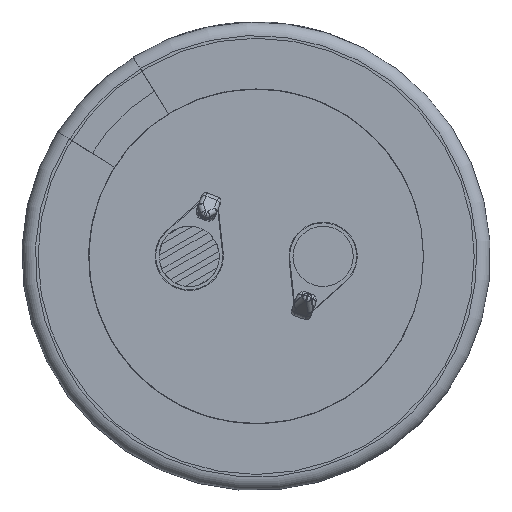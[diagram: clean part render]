
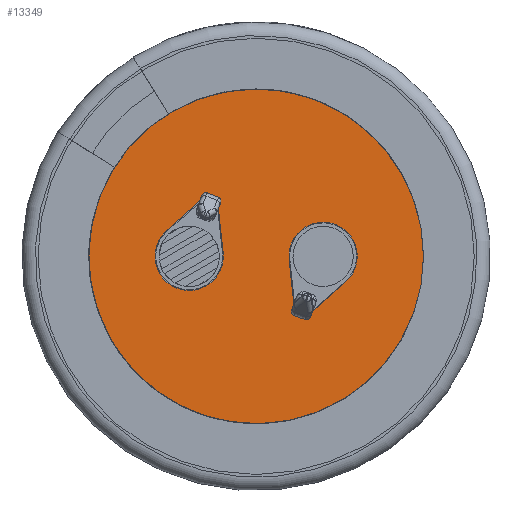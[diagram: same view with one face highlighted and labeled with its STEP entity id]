
A CAD part, front view. The second image highlights one B-rep face of the part: STEP entity #13349.
In plain terms, the highlighted planar face has unit normal (0, -1, 0).
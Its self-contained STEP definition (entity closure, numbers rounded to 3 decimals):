
#1421=LINE('',#16412,#1649);
#1422=LINE('',#16415,#1650);
#1423=LINE('',#16417,#1651);
#1424=LINE('',#16420,#1652);
#1425=LINE('',#16423,#1653);
#1426=LINE('',#16425,#1654);
#1649=VECTOR('',#14775,1000.);
#1650=VECTOR('',#14776,1000.);
#1651=VECTOR('',#14777,1000.);
#1652=VECTOR('',#14780,1000.);
#1653=VECTOR('',#14781,1000.);
#1654=VECTOR('',#14782,1000.);
#1924=ORIENTED_EDGE('',*,*,#4841,.T.);
#1925=ORIENTED_EDGE('',*,*,#4842,.F.);
#1926=ORIENTED_EDGE('',*,*,#4843,.F.);
#1927=ORIENTED_EDGE('',*,*,#4844,.F.);
#1928=ORIENTED_EDGE('',*,*,#4845,.F.);
#1929=ORIENTED_EDGE('',*,*,#4846,.T.);
#1930=ORIENTED_EDGE('',*,*,#4847,.T.);
#1931=ORIENTED_EDGE('',*,*,#4848,.T.);
#1932=ORIENTED_EDGE('',*,*,#4849,.T.);
#4841=EDGE_CURVE('',#6295,#6295,#7209,.T.);
#4842=EDGE_CURVE('',#6296,#6297,#1421,.T.);
#4843=EDGE_CURVE('',#6298,#6296,#1422,.T.);
#4844=EDGE_CURVE('',#6299,#6298,#1423,.T.);
#4845=EDGE_CURVE('',#6297,#6299,#7210,.T.);
#4846=EDGE_CURVE('',#6300,#6301,#1424,.T.);
#4847=EDGE_CURVE('',#6301,#6302,#1425,.T.);
#4848=EDGE_CURVE('',#6302,#6303,#1426,.T.);
#4849=EDGE_CURVE('',#6303,#6300,#7211,.T.);
#6295=VERTEX_POINT('',#16411);
#6296=VERTEX_POINT('',#16413);
#6297=VERTEX_POINT('',#16414);
#6298=VERTEX_POINT('',#16416);
#6299=VERTEX_POINT('',#16418);
#6300=VERTEX_POINT('',#16421);
#6301=VERTEX_POINT('',#16422);
#6302=VERTEX_POINT('',#16424);
#6303=VERTEX_POINT('',#16426);
#7209=CIRCLE('',#13994,14.5);
#7210=CIRCLE('',#13995,2.55);
#7211=CIRCLE('',#13996,2.55);
#7379=EDGE_LOOP('',(#1924));
#7380=EDGE_LOOP('',(#1925,#1926,#1927,#1928));
#7381=EDGE_LOOP('',(#1929,#1930,#1931,#1932));
#8089=FACE_BOUND('',#7379,.T.);
#8090=FACE_BOUND('',#7380,.T.);
#8091=FACE_BOUND('',#7381,.T.);
#8793=PLANE('',#13993);
#13349=ADVANCED_FACE('',(#8089,#8090,#8091),#8793,.T.);
#13993=AXIS2_PLACEMENT_3D('',#16409,#14771,#14772);
#13994=AXIS2_PLACEMENT_3D('',#16410,#14773,#14774);
#13995=AXIS2_PLACEMENT_3D('',#16419,#14778,#14779);
#13996=AXIS2_PLACEMENT_3D('',#16427,#14783,#14784);
#14771=DIRECTION('',(0.,-1.,0.));
#14772=DIRECTION('',(0.,0.,-1.));
#14773=DIRECTION('',(0.,-1.,0.));
#14774=DIRECTION('',(0.,0.,-1.));
#14775=DIRECTION('',(-0.748,0.,-0.664));
#14776=DIRECTION('',(-0.933,0.,0.36));
#14777=DIRECTION('',(-0.108,0.,0.994));
#14778=DIRECTION('',(0.,-1.,0.));
#14779=DIRECTION('',(0.,0.,1.));
#14780=DIRECTION('',(-0.748,0.,-0.664));
#14781=DIRECTION('',(-0.933,0.,0.36));
#14782=DIRECTION('',(-0.108,0.,0.994));
#14783=DIRECTION('',(0.,1.,0.));
#14784=DIRECTION('',(0.,0.,-1.));
#16409=CARTESIAN_POINT('',(0.,0.,0.));
#16410=CARTESIAN_POINT('',(0.,0.,0.));
#16411=CARTESIAN_POINT('',(0.,0.,-14.5));
#16412=CARTESIAN_POINT('',(-4.27,0.,4.059));
#16413=CARTESIAN_POINT('',(-4.27,0.,4.059));
#16414=CARTESIAN_POINT('',(-6.694,0.,1.906));
#16415=CARTESIAN_POINT('',(-2.814,0.,3.497));
#16416=CARTESIAN_POINT('',(-2.814,0.,3.497));
#16417=CARTESIAN_POINT('',(-2.465,0.,0.274));
#16418=CARTESIAN_POINT('',(-2.465,0.,0.274));
#16419=CARTESIAN_POINT('',(-5.,0.,0.));
#16420=CARTESIAN_POINT('',(6.694,0.,-1.906));
#16421=CARTESIAN_POINT('',(6.694,0.,-1.906));
#16422=CARTESIAN_POINT('',(4.27,0.,-4.059));
#16423=CARTESIAN_POINT('',(4.27,0.,-4.059));
#16424=CARTESIAN_POINT('',(2.814,0.,-3.497));
#16425=CARTESIAN_POINT('',(2.814,0.,-3.497));
#16426=CARTESIAN_POINT('',(2.465,0.,-0.274));
#16427=CARTESIAN_POINT('',(5.,0.,0.));
